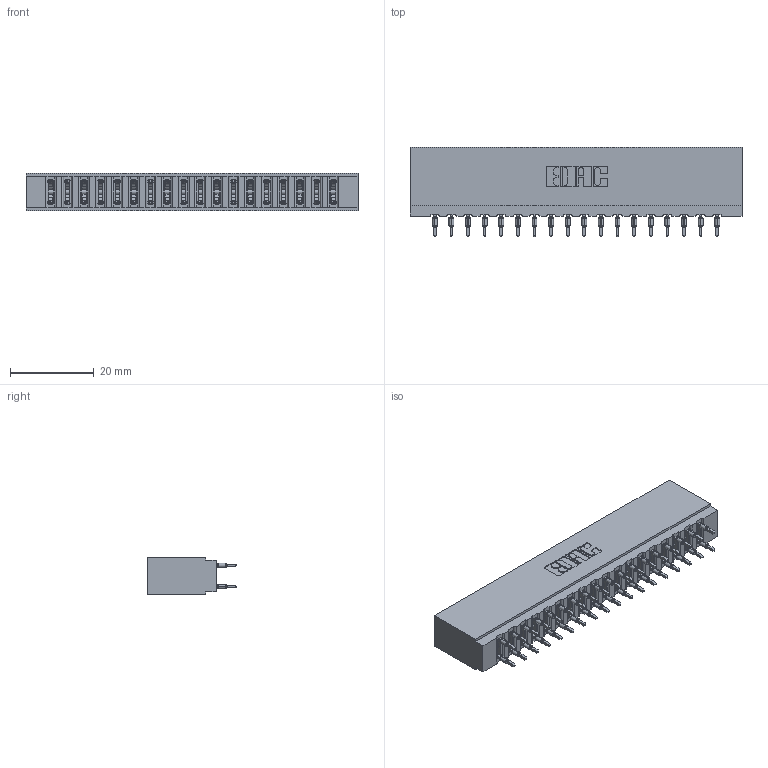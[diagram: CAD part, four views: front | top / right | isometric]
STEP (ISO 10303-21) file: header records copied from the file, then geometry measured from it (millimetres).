
FILE_DESCRIPTION (( 'STEP AP203' ), '1' );
FILE_NAME ('737-036-525-201.STEP', '2026-03-05T22:38:06', ( '' ), ( '' ), 'SwSTEP 2.0', 'SolidWorks 2023', '' );
FILE_SCHEMA (( 'CONFIG_CONTROL_DESIGN' ));
Length unit declared in the file: millimetre
Products named in the file (3): 737 Part_Insulator Option - 01; 745-292-001_525; 737-036-525-201
Assembly tree (37 placements, depth 2):
  737-036-525-201
    737 Part_Insulator Option - 01
    745-292-001_525  x36
Bounding box: 79.2 x 21.22 x 8.89 mm (x, y, z)
Volume: 7909.2 mm3; surface area: 11278.9 mm2
Topology: 37 solids, 37 shells, 3334 faces, 8967 edges, 5642 vertices
Faces by surface type: plane 1728, bspline 720, cylinder 670, torus 216
Entity records: 34141 total; most frequent: CARTESIAN_POINT 6437, ORIENTED_EDGE 5824, DIRECTION 5104, EDGE_CURVE 2912, VECTOR 2622, LINE 2622, VERTEX_POINT 1862, AXIS2_PLACEMENT_3D 1241
